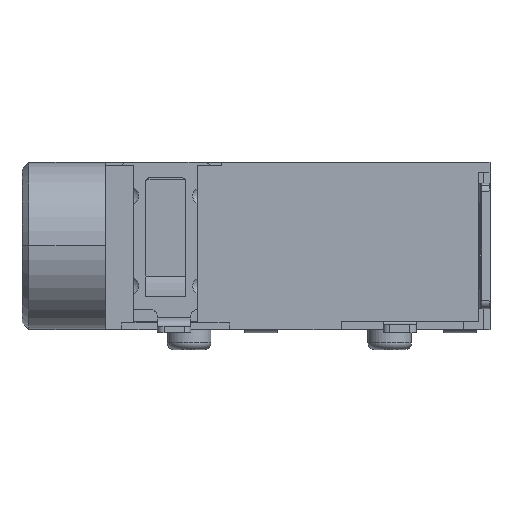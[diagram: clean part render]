
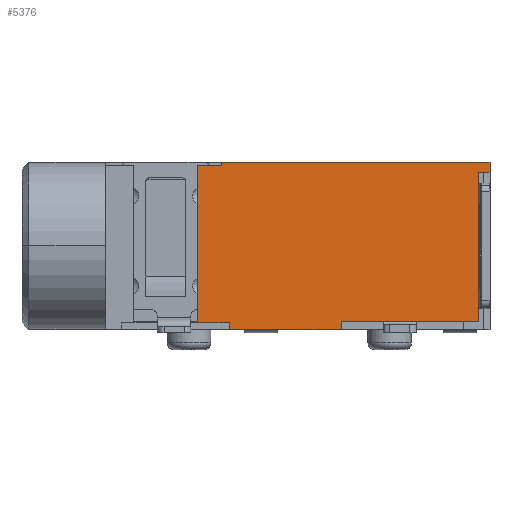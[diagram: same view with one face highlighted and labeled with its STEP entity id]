
A CAD part, front view. The second image highlights one B-rep face of the part: STEP entity #5376.
In plain terms, the highlighted planar face has unit normal (0, -1, 0).
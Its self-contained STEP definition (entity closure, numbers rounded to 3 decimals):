
#3733 = VERTEX_POINT('',#3734);
#3734 = CARTESIAN_POINT('',(7.049,-2.999,0.2));
#3740 = EDGE_CURVE('',#3733,#3741,#3743,.T.);
#3741 = VERTEX_POINT('',#3742);
#3742 = CARTESIAN_POINT('',(3.699,-2.999,0.2));
#3743 = LINE('',#3744,#3745);
#3744 = CARTESIAN_POINT('',(7.049,-2.999,0.2));
#3745 = VECTOR('',#3746,1.);
#3746 = DIRECTION('',(-1.,0.,0.));
#4119 = VERTEX_POINT('',#4120);
#4120 = CARTESIAN_POINT('',(3.469,-2.999,5.2));
#4126 = EDGE_CURVE('',#4119,#4127,#4129,.T.);
#4127 = VERTEX_POINT('',#4128);
#4128 = CARTESIAN_POINT('',(11.499,-2.999,5.2));
#4129 = LINE('',#4130,#4131);
#4130 = CARTESIAN_POINT('',(3.469,-2.999,5.2));
#4131 = VECTOR('',#4132,1.);
#4132 = DIRECTION('',(1.,0.,0.));
#4933 = VERTEX_POINT('',#4934);
#4934 = CARTESIAN_POINT('',(11.149,-2.999,0.45));
#4940 = EDGE_CURVE('',#4933,#4941,#4943,.T.);
#4941 = VERTEX_POINT('',#4942);
#4942 = CARTESIAN_POINT('',(7.049,-2.999,0.45));
#4943 = LINE('',#4944,#4945);
#4944 = CARTESIAN_POINT('',(11.149,-2.999,0.45));
#4945 = VECTOR('',#4946,1.);
#4946 = DIRECTION('',(-1.,0.,0.));
#5356 = VERTEX_POINT('',#5357);
#5357 = CARTESIAN_POINT('',(11.149,-2.999,4.9));
#5363 = EDGE_CURVE('',#5356,#4933,#5364,.T.);
#5364 = LINE('',#5365,#5366);
#5365 = CARTESIAN_POINT('',(11.149,-2.999,4.9));
#5366 = VECTOR('',#5367,1.);
#5367 = DIRECTION('',(0.,0.,-1.));
#5376 = ADVANCED_FACE('',(#5377),#5441,.T.);
#5377 = FACE_BOUND('',#5378,.T.);
#5378 = EDGE_LOOP('',(#5379,#5387,#5395,#5403,#5411,#5417,#5418,#5424,
    #5425,#5426,#5434,#5440));
#5379 = ORIENTED_EDGE('',*,*,#5380,.F.);
#5380 = EDGE_CURVE('',#5381,#4119,#5383,.T.);
#5381 = VERTEX_POINT('',#5382);
#5382 = CARTESIAN_POINT('',(3.469,-2.999,5.1));
#5383 = LINE('',#5384,#5385);
#5384 = CARTESIAN_POINT('',(3.469,-2.999,5.1));
#5385 = VECTOR('',#5386,1.);
#5386 = DIRECTION('',(0.,0.,1.));
#5387 = ORIENTED_EDGE('',*,*,#5388,.F.);
#5388 = EDGE_CURVE('',#5389,#5381,#5391,.T.);
#5389 = VERTEX_POINT('',#5390);
#5390 = CARTESIAN_POINT('',(2.749,-2.999,5.1));
#5391 = LINE('',#5392,#5393);
#5392 = CARTESIAN_POINT('',(2.749,-2.999,5.1));
#5393 = VECTOR('',#5394,1.);
#5394 = DIRECTION('',(1.,0.,0.));
#5395 = ORIENTED_EDGE('',*,*,#5396,.F.);
#5396 = EDGE_CURVE('',#5397,#5389,#5399,.T.);
#5397 = VERTEX_POINT('',#5398);
#5398 = CARTESIAN_POINT('',(2.749,-2.999,0.4));
#5399 = LINE('',#5400,#5401);
#5400 = CARTESIAN_POINT('',(2.749,-2.999,0.4));
#5401 = VECTOR('',#5402,1.);
#5402 = DIRECTION('',(0.,0.,1.));
#5403 = ORIENTED_EDGE('',*,*,#5404,.F.);
#5404 = EDGE_CURVE('',#5405,#5397,#5407,.T.);
#5405 = VERTEX_POINT('',#5406);
#5406 = CARTESIAN_POINT('',(3.699,-2.999,0.4));
#5407 = LINE('',#5408,#5409);
#5408 = CARTESIAN_POINT('',(3.699,-2.999,0.4));
#5409 = VECTOR('',#5410,1.);
#5410 = DIRECTION('',(-1.,0.,0.));
#5411 = ORIENTED_EDGE('',*,*,#5412,.F.);
#5412 = EDGE_CURVE('',#3741,#5405,#5413,.T.);
#5413 = LINE('',#5414,#5415);
#5414 = CARTESIAN_POINT('',(3.699,-2.999,0.2));
#5415 = VECTOR('',#5416,1.);
#5416 = DIRECTION('',(0.,0.,1.));
#5417 = ORIENTED_EDGE('',*,*,#3740,.F.);
#5418 = ORIENTED_EDGE('',*,*,#5419,.F.);
#5419 = EDGE_CURVE('',#4941,#3733,#5420,.T.);
#5420 = LINE('',#5421,#5422);
#5421 = CARTESIAN_POINT('',(7.049,-2.999,0.45));
#5422 = VECTOR('',#5423,1.);
#5423 = DIRECTION('',(0.,0.,-1.));
#5424 = ORIENTED_EDGE('',*,*,#4940,.F.);
#5425 = ORIENTED_EDGE('',*,*,#5363,.F.);
#5426 = ORIENTED_EDGE('',*,*,#5427,.F.);
#5427 = EDGE_CURVE('',#5428,#5356,#5430,.T.);
#5428 = VERTEX_POINT('',#5429);
#5429 = CARTESIAN_POINT('',(11.499,-2.999,4.9));
#5430 = LINE('',#5431,#5432);
#5431 = CARTESIAN_POINT('',(11.499,-2.999,4.9));
#5432 = VECTOR('',#5433,1.);
#5433 = DIRECTION('',(-1.,0.,0.));
#5434 = ORIENTED_EDGE('',*,*,#5435,.F.);
#5435 = EDGE_CURVE('',#4127,#5428,#5436,.T.);
#5436 = LINE('',#5437,#5438);
#5437 = CARTESIAN_POINT('',(11.499,-2.999,5.2));
#5438 = VECTOR('',#5439,1.);
#5439 = DIRECTION('',(0.,0.,-1.));
#5440 = ORIENTED_EDGE('',*,*,#4126,.F.);
#5441 = PLANE('',#5442);
#5442 = AXIS2_PLACEMENT_3D('',#5443,#5444,#5445);
#5443 = CARTESIAN_POINT('',(2.749,-2.999,5.2));
#5444 = DIRECTION('',(0.,-1.,0.));
#5445 = DIRECTION('',(0.,0.,1.));
